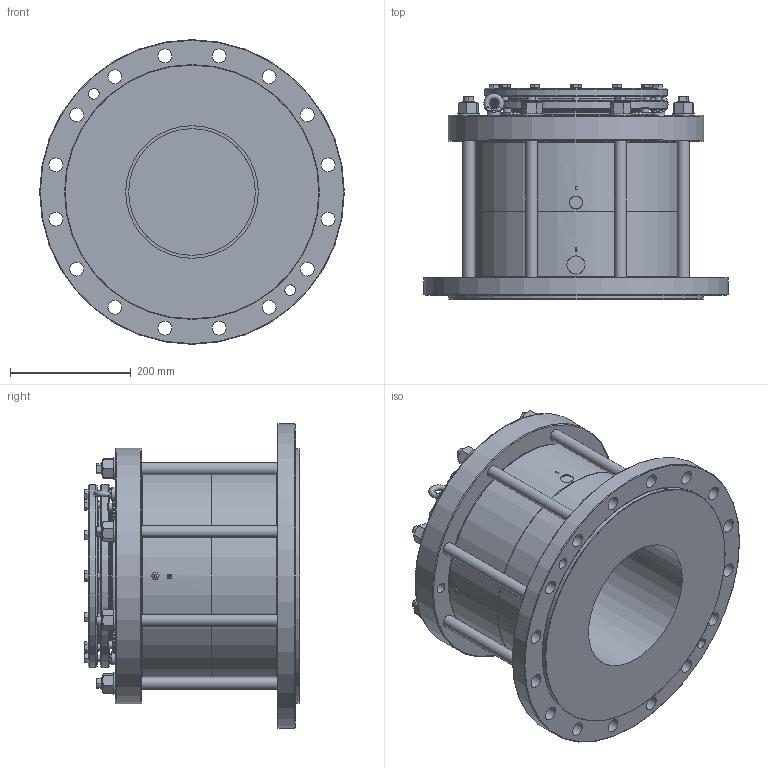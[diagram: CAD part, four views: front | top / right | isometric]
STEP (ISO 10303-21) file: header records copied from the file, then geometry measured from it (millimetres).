
FILE_DESCRIPTION(/* description */ ('Unknown'),/* implementation_level */ '2;1');
FILE_NAME(/* name */ '220mm',/* time_stamp */ '2023-04-13T16:29:29+01:00',/* author */ ('Unknown'),/* organization */ ('Unknown'),/* preprocessor_version */ 'ST-DEVELOPER v18.102',/* originating_system */ 'Solid Edge',/* authorisation */ 'Unknown');
FILE_SCHEMA (('AUTOMOTIVE_DESIGN {1 0 10303 214 3 1 1}'));
Length unit declared in the file: millimetre
Products named in the file (1): 220mm
Bounding box: 505 x 356.98 x 505 mm (x, y, z)
Volume: 25498292.2 mm3; surface area: 1356352.5 mm2
Topology: 1 solids, 1 shells, 814 faces, 2060 edges, 1293 vertices
Faces by surface type: plane 349, cone 238, cylinder 157, bspline 40, torus 30
Full cylindrical faces by diameter (mm): 4.94 x1, 10 x12, 12.5 x1, 13 x4, 17.5 x4, 20 x16, 21.5 x1, 22 x2, 23 x16, 30 x2, 37 x8, 53.518 x4, 210 x3, 210.058 x1, 220 x1, 232.207 x1, 232.867 x1, 238.455 x1, 303.53 x2, 346.075 x1, 351.765 x1, 354.203 x2, 421.691 x1, 424.18 x1, 505 x1
Entity records: 30971 total; most frequent: CARTESIAN_POINT 7496, ORIENTED_EDGE 3616, DIRECTION 3452, EDGE_CURVE 1808, AXIS2_PLACEMENT_3D 1446, VERTEX_POINT 1201, EDGE_LOOP 1127, FACE_BOUND 1127
